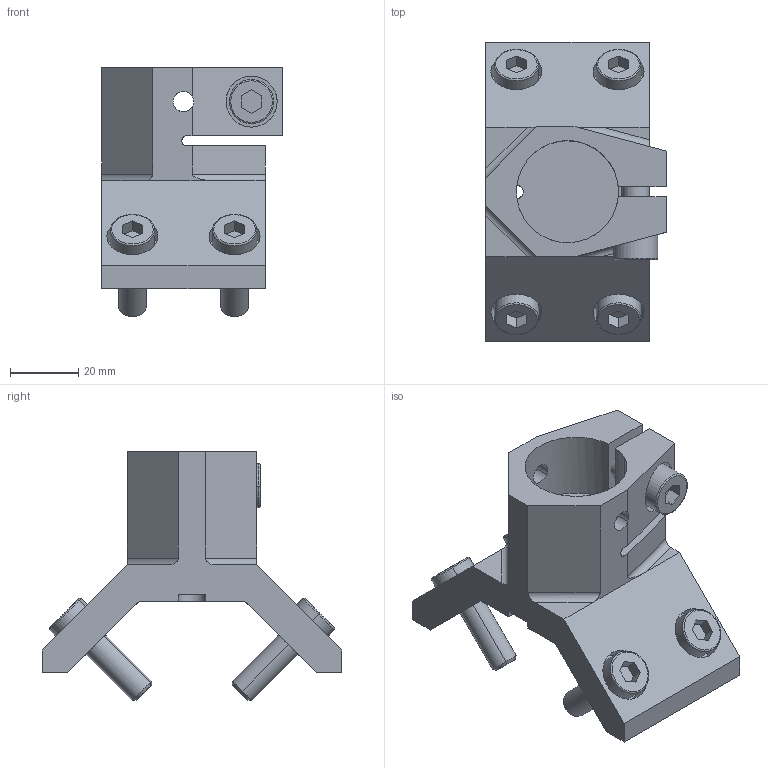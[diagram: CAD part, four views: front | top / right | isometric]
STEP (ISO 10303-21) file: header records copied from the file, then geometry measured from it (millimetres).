
FILE_DESCRIPTION(('CATIA V5 STEP Exchange'),'2;1');
FILE_NAME('AEGT119.stp','2017-07-06T00:13:25+00:00',('none'),('none'),'CATIA Version 5 Release 21 GA (IN-10)','CATIA V5 STEP AP203','none');
FILE_SCHEMA(('CONFIG_CONTROL_DESIGN'));
Length unit declared in the file: millimetre
Products named in the file (1): AEGT119
Bounding box: 53 x 88 x 73.12 mm (x, y, z)
Volume: 78082.3 mm3; surface area: 30689.4 mm2
Topology: 6 solids, 6 shells, 190 faces, 461 edges, 293 vertices
Faces by surface type: plane 90, cylinder 68, torus 20, cone 12
Entity records: 5425 total; most frequent: CARTESIAN_POINT 1209, ORIENTED_EDGE 918, DIRECTION 699, EDGE_CURVE 459, AXIS2_PLACEMENT_3D 298, VERTEX_POINT 293, VECTOR 270, LINE 270
